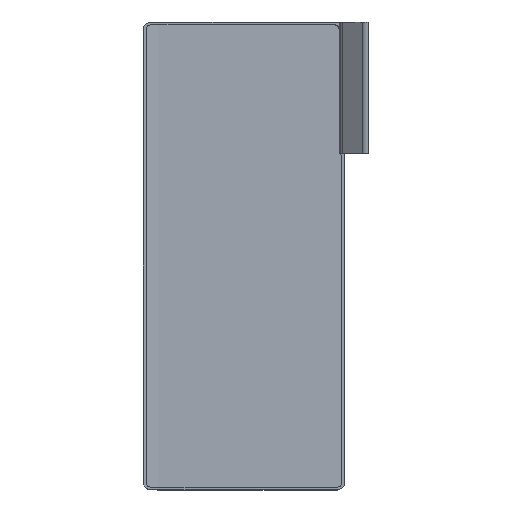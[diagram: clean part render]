
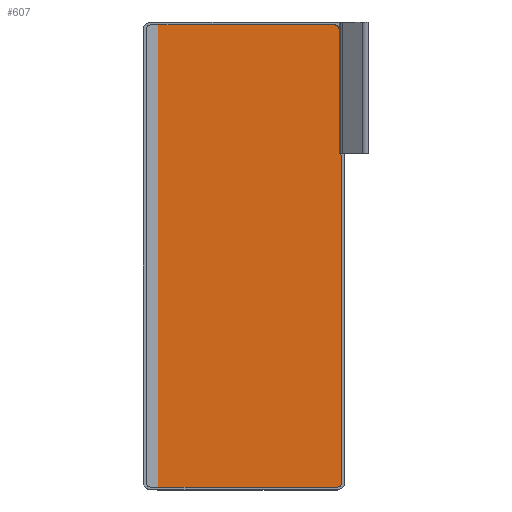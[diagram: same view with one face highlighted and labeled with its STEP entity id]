
A CAD part, top view. The second image highlights one B-rep face of the part: STEP entity #607.
In plain terms, the highlighted planar face has unit normal (0, 0, 1).
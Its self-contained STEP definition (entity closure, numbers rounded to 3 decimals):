
#42=FACE_OUTER_BOUND('',#76,.T.);
#76=EDGE_LOOP('',(#451,#452,#453,#454,#455,#456,#457,#458));
#129=LINE('',#971,#192);
#132=LINE('',#978,#195);
#133=LINE('',#981,#196);
#134=LINE('',#985,#197);
#135=LINE('',#987,#198);
#136=LINE('',#989,#199);
#192=VECTOR('',#765,139.6);
#195=VECTOR('',#772,1.697);
#196=VECTOR('',#775,52.8);
#197=VECTOR('',#778,75.4);
#198=VECTOR('',#779,197.6);
#199=VECTOR('',#780,76.6);
#238=CIRCLE('',#666,2.);
#239=CIRCLE('',#667,2.);
#279=VERTEX_POINT('',#968);
#280=VERTEX_POINT('',#970);
#282=VERTEX_POINT('',#976);
#283=VERTEX_POINT('',#980);
#284=VERTEX_POINT('',#982);
#285=VERTEX_POINT('',#984);
#286=VERTEX_POINT('',#986);
#287=VERTEX_POINT('',#988);
#345=EDGE_CURVE('',#279,#280,#129,.T.);
#349=EDGE_CURVE('',#279,#282,#132,.T.);
#350=EDGE_CURVE('',#283,#282,#133,.T.);
#351=EDGE_CURVE('',#283,#284,#238,.T.);
#352=EDGE_CURVE('',#285,#284,#134,.T.);
#353=EDGE_CURVE('',#286,#285,#135,.T.);
#354=EDGE_CURVE('',#287,#286,#136,.T.);
#355=EDGE_CURVE('',#287,#280,#239,.T.);
#451=ORIENTED_EDGE('',*,*,#349,.T.);
#452=ORIENTED_EDGE('',*,*,#350,.F.);
#453=ORIENTED_EDGE('',*,*,#351,.T.);
#454=ORIENTED_EDGE('',*,*,#352,.F.);
#455=ORIENTED_EDGE('',*,*,#353,.F.);
#456=ORIENTED_EDGE('',*,*,#354,.F.);
#457=ORIENTED_EDGE('',*,*,#355,.T.);
#458=ORIENTED_EDGE('',*,*,#345,.F.);
#583=PLANE('',#665);
#607=ADVANCED_FACE('',(#42),#583,.T.);
#665=AXIS2_PLACEMENT_3D('',#979,#773,#774);
#666=AXIS2_PLACEMENT_3D('',#983,#776,#777);
#667=AXIS2_PLACEMENT_3D('',#990,#781,#782);
#765=DIRECTION('',(0.,-1.,0.));
#772=DIRECTION('',(-0.707,0.707,0.));
#773=DIRECTION('center_axis',(0.,0.,1.));
#774=DIRECTION('ref_axis',(1.,0.,0.));
#775=DIRECTION('',(0.,-1.,0.));
#776=DIRECTION('center_axis',(0.,0.,1.));
#777=DIRECTION('ref_axis',(1.,0.,0.));
#778=DIRECTION('',(1.,0.,0.));
#779=DIRECTION('',(0.,1.,0.));
#780=DIRECTION('',(-1.,0.,0.));
#781=DIRECTION('center_axis',(0.,0.,1.));
#782=DIRECTION('ref_axis',(0.,-1.,0.));
#968=CARTESIAN_POINT('',(-1.2,142.8,1.6));
#970=CARTESIAN_POINT('',(-1.2,3.2,1.6));
#971=CARTESIAN_POINT('',(-1.2,142.8,1.6));
#976=CARTESIAN_POINT('',(-2.4,144.,1.6));
#978=CARTESIAN_POINT('',(-1.2,142.8,1.6));
#979=CARTESIAN_POINT('Origin',(0.,0.,1.6));
#980=CARTESIAN_POINT('',(-2.4,196.8,1.6));
#981=CARTESIAN_POINT('',(-2.4,196.8,1.6));
#982=CARTESIAN_POINT('',(-4.4,198.8,1.6));
#983=CARTESIAN_POINT('Origin',(-4.4,196.8,1.6));
#984=CARTESIAN_POINT('',(-79.8,198.8,1.6));
#985=CARTESIAN_POINT('',(-79.8,198.8,1.6));
#986=CARTESIAN_POINT('',(-79.8,1.2,1.6));
#987=CARTESIAN_POINT('',(-79.8,1.2,1.6));
#988=CARTESIAN_POINT('',(-3.2,1.2,1.6));
#989=CARTESIAN_POINT('',(-3.2,1.2,1.6));
#990=CARTESIAN_POINT('Origin',(-3.2,3.2,1.6));
